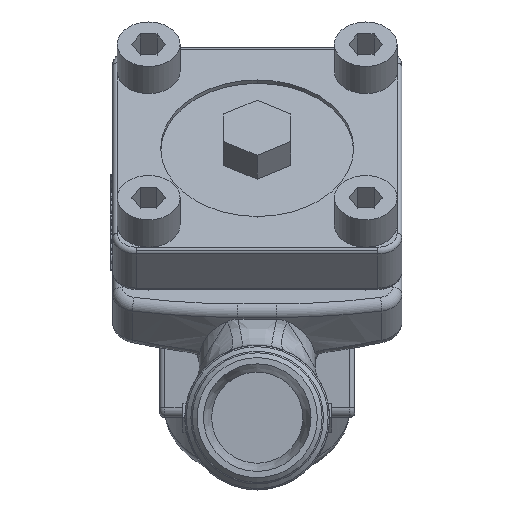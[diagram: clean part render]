
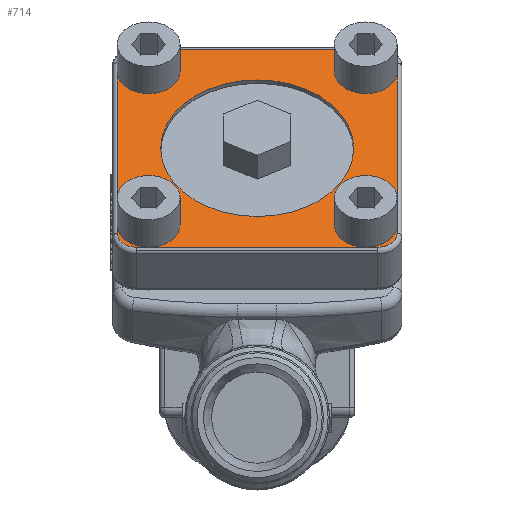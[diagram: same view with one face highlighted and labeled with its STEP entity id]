
A CAD part, left-side view. The second image highlights one B-rep face of the part: STEP entity #714.
In plain terms, the highlighted planar face has unit normal (-0.707, 0, 0.707).
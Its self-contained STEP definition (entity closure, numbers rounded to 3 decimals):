
#378=CARTESIAN_POINT('',(-15.028,-22.5,68.917));
#379=VERTEX_POINT('',#378);
#395=CARTESIAN_POINT('',(-9.371,-22.5,74.574));
#396=VERTEX_POINT('',#395);
#403=CARTESIAN_POINT('',(-12.199,-22.5,71.745));
#404=DIRECTION('',(-0.707,0.,0.707));
#405=DIRECTION('',(0.707,-0.,0.707));
#406=AXIS2_PLACEMENT_3D('',#403,#404,#405);
#407=CIRCLE('',#406,4.);
#408=EDGE_CURVE('',#396,#379,#407,.T.);
#420=CARTESIAN_POINT('',(-15.028,22.5,68.917));
#421=VERTEX_POINT('',#420);
#437=CARTESIAN_POINT('',(-9.371,22.5,74.574));
#438=VERTEX_POINT('',#437);
#445=CARTESIAN_POINT('',(-12.199,22.5,71.745));
#446=DIRECTION('',(-0.707,0.,0.707));
#447=DIRECTION('',(0.707,-0.,0.707));
#448=AXIS2_PLACEMENT_3D('',#445,#446,#447);
#449=CIRCLE('',#448,4.);
#450=EDGE_CURVE('',#438,#421,#449,.T.);
#462=CARTESIAN_POINT('',(-46.847,22.5,37.097));
#463=VERTEX_POINT('',#462);
#479=CARTESIAN_POINT('',(-41.191,22.5,42.754));
#480=VERTEX_POINT('',#479);
#487=CARTESIAN_POINT('',(-44.019,22.5,39.926));
#488=DIRECTION('',(-0.707,0.,0.707));
#489=DIRECTION('',(0.707,-0.,0.707));
#490=AXIS2_PLACEMENT_3D('',#487,#488,#489);
#491=CIRCLE('',#490,4.);
#492=EDGE_CURVE('',#480,#463,#491,.T.);
#544=CARTESIAN_POINT('',(-46.847,-22.5,37.097));
#545=VERTEX_POINT('',#544);
#561=CARTESIAN_POINT('',(-41.191,-22.5,42.754));
#562=VERTEX_POINT('',#561);
#569=CARTESIAN_POINT('',(-44.019,-22.5,39.926));
#570=DIRECTION('',(-0.707,0.,0.707));
#571=DIRECTION('',(0.707,-0.,0.707));
#572=AXIS2_PLACEMENT_3D('',#569,#570,#571);
#573=CIRCLE('',#572,4.);
#574=EDGE_CURVE('',#562,#545,#573,.T.);
#579=CARTESIAN_POINT('',(-28.109,0.,55.835));
#580=DIRECTION('',(-0.707,0.,0.707));
#581=DIRECTION('',(0.707,-0.,0.707));
#582=AXIS2_PLACEMENT_3D('',#579,#580,#581);
#583=PLANE('',#582);
#584=CARTESIAN_POINT('',(-7.603,25.,76.342));
#585=VERTEX_POINT('',#584);
#586=CARTESIAN_POINT('',(-10.431,29.,73.513));
#587=VERTEX_POINT('',#586);
#588=CARTESIAN_POINT('',(-10.431,25.,73.513));
#589=DIRECTION('',(-0.707,0.,0.707));
#590=DIRECTION('',(0.707,0.,0.707));
#591=AXIS2_PLACEMENT_3D('',#588,#589,#590);
#592=CIRCLE('',#591,4.);
#593=EDGE_CURVE('',#585,#587,#592,.T.);
#594=ORIENTED_EDGE('',*,*,#593,.T.);
#595=CARTESIAN_POINT('',(-45.787,29.,38.158));
#596=VERTEX_POINT('',#595);
#597=CARTESIAN_POINT('',(-10.431,29.,73.513));
#598=DIRECTION('',(-0.707,0.,-0.707));
#599=VECTOR('',#598,50.);
#600=LINE('',#597,#599);
#601=EDGE_CURVE('',#587,#596,#600,.T.);
#602=ORIENTED_EDGE('',*,*,#601,.T.);
#603=CARTESIAN_POINT('',(-48.615,25.,35.329));
#604=VERTEX_POINT('',#603);
#605=CARTESIAN_POINT('',(-45.787,25.,38.158));
#606=DIRECTION('',(-0.707,0.,0.707));
#607=DIRECTION('',(0.707,0.,0.707));
#608=AXIS2_PLACEMENT_3D('',#605,#606,#607);
#609=CIRCLE('',#608,4.);
#610=EDGE_CURVE('',#596,#604,#609,.T.);
#611=ORIENTED_EDGE('',*,*,#610,.T.);
#612=CARTESIAN_POINT('',(-48.615,-25.,35.329));
#613=VERTEX_POINT('',#612);
#614=CARTESIAN_POINT('',(-48.615,25.,35.329));
#615=DIRECTION('',(-0.,-1.,-0.));
#616=VECTOR('',#615,50.);
#617=LINE('',#614,#616);
#618=EDGE_CURVE('',#604,#613,#617,.T.);
#619=ORIENTED_EDGE('',*,*,#618,.T.);
#620=CARTESIAN_POINT('',(-45.787,-29.,38.158));
#621=VERTEX_POINT('',#620);
#622=CARTESIAN_POINT('',(-45.787,-25.,38.158));
#623=DIRECTION('',(-0.707,0.,0.707));
#624=DIRECTION('',(0.707,0.,0.707));
#625=AXIS2_PLACEMENT_3D('',#622,#623,#624);
#626=CIRCLE('',#625,4.);
#627=EDGE_CURVE('',#613,#621,#626,.T.);
#628=ORIENTED_EDGE('',*,*,#627,.T.);
#629=CARTESIAN_POINT('',(-10.431,-29.,73.513));
#630=VERTEX_POINT('',#629);
#631=CARTESIAN_POINT('',(-45.787,-29.,38.158));
#632=DIRECTION('',(0.707,-0.,0.707));
#633=VECTOR('',#632,50.);
#634=LINE('',#631,#633);
#635=EDGE_CURVE('',#621,#630,#634,.T.);
#636=ORIENTED_EDGE('',*,*,#635,.T.);
#637=CARTESIAN_POINT('',(-7.603,-25.,76.342));
#638=VERTEX_POINT('',#637);
#639=CARTESIAN_POINT('',(-10.431,-25.,73.513));
#640=DIRECTION('',(-0.707,0.,0.707));
#641=DIRECTION('',(0.707,0.,0.707));
#642=AXIS2_PLACEMENT_3D('',#639,#640,#641);
#643=CIRCLE('',#642,4.);
#644=EDGE_CURVE('',#630,#638,#643,.T.);
#645=ORIENTED_EDGE('',*,*,#644,.T.);
#646=CARTESIAN_POINT('',(-7.603,-25.,76.342));
#647=DIRECTION('',(0.,1.,0.));
#648=VECTOR('',#647,50.);
#649=LINE('',#646,#648);
#650=EDGE_CURVE('',#638,#585,#649,.T.);
#651=ORIENTED_EDGE('',*,*,#650,.T.);
#652=EDGE_LOOP('',(#594,#602,#611,#619,#628,#636,#645,#651));
#653=FACE_BOUND('',#652,.T.);
#654=CARTESIAN_POINT('',(-13.967,-0.,69.978));
#655=VERTEX_POINT('',#654);
#656=CARTESIAN_POINT('',(-42.251,0.,41.693));
#657=VERTEX_POINT('',#656);
#658=CARTESIAN_POINT('',(-28.109,0.,55.835));
#659=DIRECTION('',(-0.707,0.,0.707));
#660=DIRECTION('',(-0.707,0.,-0.707));
#661=AXIS2_PLACEMENT_3D('',#658,#659,#660);
#662=CIRCLE('',#661,20.);
#663=EDGE_CURVE('',#655,#657,#662,.T.);
#664=ORIENTED_EDGE('',*,*,#663,.F.);
#665=CARTESIAN_POINT('',(-28.109,0.,55.835));
#666=DIRECTION('',(-0.707,0.,0.707));
#667=DIRECTION('',(-0.707,0.,-0.707));
#668=AXIS2_PLACEMENT_3D('',#665,#666,#667);
#669=CIRCLE('',#668,20.);
#670=EDGE_CURVE('',#657,#655,#669,.T.);
#671=ORIENTED_EDGE('',*,*,#670,.F.);
#672=EDGE_LOOP('',(#664,#671));
#673=FACE_BOUND('',#672,.T.);
#674=CARTESIAN_POINT('',(-44.019,22.5,39.926));
#675=DIRECTION('',(-0.707,0.,0.707));
#676=DIRECTION('',(0.707,-0.,0.707));
#677=AXIS2_PLACEMENT_3D('',#674,#675,#676);
#678=CIRCLE('',#677,4.);
#679=EDGE_CURVE('',#463,#480,#678,.T.);
#680=ORIENTED_EDGE('',*,*,#679,.F.);
#681=ORIENTED_EDGE('',*,*,#492,.F.);
#682=EDGE_LOOP('',(#680,#681));
#683=FACE_BOUND('',#682,.T.);
#684=CARTESIAN_POINT('',(-12.199,22.5,71.745));
#685=DIRECTION('',(-0.707,0.,0.707));
#686=DIRECTION('',(0.707,-0.,0.707));
#687=AXIS2_PLACEMENT_3D('',#684,#685,#686);
#688=CIRCLE('',#687,4.);
#689=EDGE_CURVE('',#421,#438,#688,.T.);
#690=ORIENTED_EDGE('',*,*,#689,.F.);
#691=ORIENTED_EDGE('',*,*,#450,.F.);
#692=EDGE_LOOP('',(#690,#691));
#693=FACE_BOUND('',#692,.T.);
#694=CARTESIAN_POINT('',(-12.199,-22.5,71.745));
#695=DIRECTION('',(-0.707,0.,0.707));
#696=DIRECTION('',(0.707,-0.,0.707));
#697=AXIS2_PLACEMENT_3D('',#694,#695,#696);
#698=CIRCLE('',#697,4.);
#699=EDGE_CURVE('',#379,#396,#698,.T.);
#700=ORIENTED_EDGE('',*,*,#699,.F.);
#701=ORIENTED_EDGE('',*,*,#408,.F.);
#702=EDGE_LOOP('',(#700,#701));
#703=FACE_BOUND('',#702,.T.);
#704=CARTESIAN_POINT('',(-44.019,-22.5,39.926));
#705=DIRECTION('',(-0.707,0.,0.707));
#706=DIRECTION('',(0.707,-0.,0.707));
#707=AXIS2_PLACEMENT_3D('',#704,#705,#706);
#708=CIRCLE('',#707,4.);
#709=EDGE_CURVE('',#545,#562,#708,.T.);
#710=ORIENTED_EDGE('',*,*,#709,.F.);
#711=ORIENTED_EDGE('',*,*,#574,.F.);
#712=EDGE_LOOP('',(#710,#711));
#713=FACE_BOUND('',#712,.T.);
#714=ADVANCED_FACE('',(#653,#673,#683,#693,#703,#713),#583,.T.);
